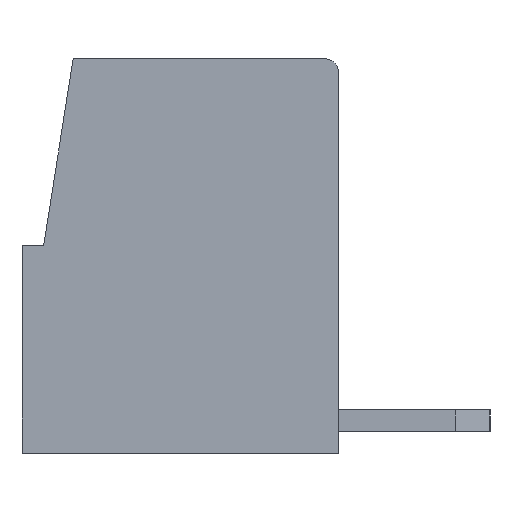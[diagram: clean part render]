
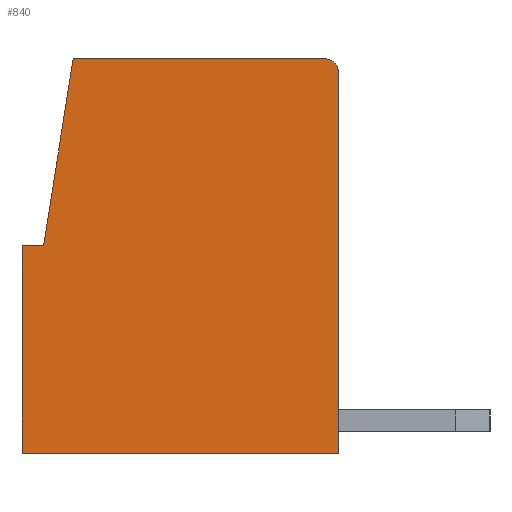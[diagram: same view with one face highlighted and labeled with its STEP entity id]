
A CAD part, left-side view. The second image highlights one B-rep face of the part: STEP entity #840.
In plain terms, the highlighted planar face has unit normal (-1, 0, 0).
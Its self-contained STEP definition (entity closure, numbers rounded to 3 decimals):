
#840 = ADVANCED_FACE( '', ( #1804 ), #1805, .T. );
#1804 = FACE_OUTER_BOUND( '', #2913, .T. );
#1805 = PLANE( '', #2914 );
#2913 = EDGE_LOOP( '', ( #5216, #5217, #5218, #5219, #5220, #5221, #5222 ) );
#2914 = AXIS2_PLACEMENT_3D( '', #5223, #5224, #5225 );
#5216 = ORIENTED_EDGE( '', *, *, #6946, .F. );
#5217 = ORIENTED_EDGE( '', *, *, #7517, .F. );
#5218 = ORIENTED_EDGE( '', *, *, #7518, .F. );
#5219 = ORIENTED_EDGE( '', *, *, #7519, .F. );
#5220 = ORIENTED_EDGE( '', *, *, #7108, .F. );
#5221 = ORIENTED_EDGE( '', *, *, #7520, .F. );
#5222 = ORIENTED_EDGE( '', *, *, #7521, .F. );
#5223 = CARTESIAN_POINT( '', ( -3.355, -9.024, 9.8 ) );
#5224 = DIRECTION( '', ( -1., 0., 0. ) );
#5225 = DIRECTION( '', ( 0., 0., 1. ) );
#6946 = EDGE_CURVE( '', #8462, #8453, #8464, .T. );
#7108 = EDGE_CURVE( '', #8715, #8711, #8717, .T. );
#7517 = EDGE_CURVE( '', #9308, #8462, #9309, .T. );
#7518 = EDGE_CURVE( '', #9310, #9308, #9311, .T. );
#7519 = EDGE_CURVE( '', #8711, #9310, #9312, .T. );
#7520 = EDGE_CURVE( '', #9313, #8715, #9314, .T. );
#7521 = EDGE_CURVE( '', #8453, #9313, #9315, .T. );
#8453 = VERTEX_POINT( '', #10567 );
#8462 = VERTEX_POINT( '', #10580 );
#8464 = LINE( '', #10583, #10584 );
#8711 = VERTEX_POINT( '', #10941 );
#8715 = VERTEX_POINT( '', #10947 );
#8717 = LINE( '', #10950, #10951 );
#9308 = VERTEX_POINT( '', #11821 );
#9309 = LINE( '', #11822, #11823 );
#9310 = VERTEX_POINT( '', #11824 );
#9311 = LINE( '', #11825, #11826 );
#9312 = LINE( '', #11827, #11828 );
#9313 = VERTEX_POINT( '', #11829 );
#9314 = LINE( '', #11830, #11831 );
#9315 = CIRCLE( '', #11832, 0.3 );
#10567 = CARTESIAN_POINT( '', ( -3.355, -4.034, 9.1 ) );
#10580 = CARTESIAN_POINT( '', ( -3.355, 1.785, 9.1 ) );
#10583 = CARTESIAN_POINT( '', ( -3.355, 0., 9.1 ) );
#10584 = VECTOR( '', #12658, 1000. );
#10941 = CARTESIAN_POINT( '', ( -3.355, 2.966, 0. ) );
#10947 = CARTESIAN_POINT( '', ( -3.355, -4.334, 0. ) );
#10950 = CARTESIAN_POINT( '', ( -3.355, 0., 0. ) );
#10951 = VECTOR( '', #12811, 1000. );
#11821 = CARTESIAN_POINT( '', ( -3.355, 2.466, 4.8 ) );
#11822 = CARTESIAN_POINT( '', ( -3.355, 3.226, 0. ) );
#11823 = VECTOR( '', #13175, 1000. );
#11824 = CARTESIAN_POINT( '', ( -3.355, 2.966, 4.8 ) );
#11825 = CARTESIAN_POINT( '', ( -3.355, 0., 4.8 ) );
#11826 = VECTOR( '', #13176, 1000. );
#11827 = CARTESIAN_POINT( '', ( -3.355, 2.966, 0. ) );
#11828 = VECTOR( '', #13177, 1000. );
#11829 = CARTESIAN_POINT( '', ( -3.355, -4.334, 8.8 ) );
#11830 = CARTESIAN_POINT( '', ( -3.355, -4.334, 0. ) );
#11831 = VECTOR( '', #13178, 1000. );
#11832 = AXIS2_PLACEMENT_3D( '', #13179, #13180, #13181 );
#12658 = DIRECTION( '', ( 0., -1., 0. ) );
#12811 = DIRECTION( '', ( 0., 1., 0. ) );
#13175 = DIRECTION( '', ( 0., -0.156, 0.988 ) );
#13176 = DIRECTION( '', ( 0., -1., 0. ) );
#13177 = DIRECTION( '', ( 0., 0., 1. ) );
#13178 = DIRECTION( '', ( 0., 0., -1. ) );
#13179 = CARTESIAN_POINT( '', ( -3.355, -4.034, 8.8 ) );
#13180 = DIRECTION( '', ( 1., 0., 0. ) );
#13181 = DIRECTION( '', ( 0., -1., 0. ) );
